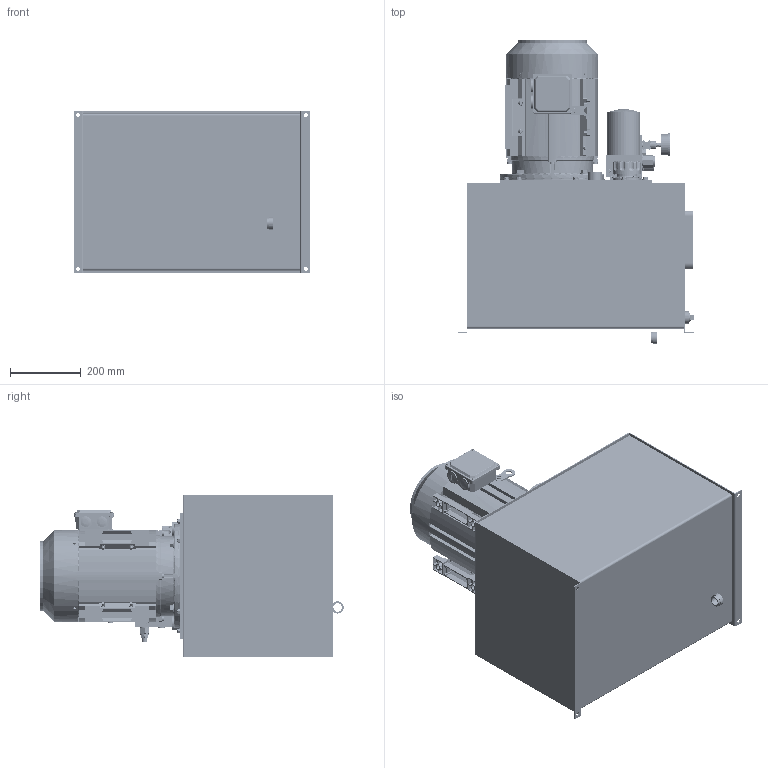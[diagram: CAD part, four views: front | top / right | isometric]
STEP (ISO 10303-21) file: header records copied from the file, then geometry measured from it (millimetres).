
FILE_DESCRIPTION (( 'STEP AP203' ), '1' );
FILE_NAME ('51060630035.step', '2024-03-06T19:34:19', ( '' ), ( '' ), 'SwSTEP 2.0', 'SolidWorks 2023', '' );
FILE_SCHEMA (( 'CONFIG_CONTROL_DESIGN' ));
Products named in the file (1): 51060630035
Bounding box: 670.56 x 859.31 x 460.38 mm (x, y, z)
Volume: 27864421.1 mm3; surface area: 4376263.9 mm2
Topology: 119 solids, 130 shells, 5112 faces, 12646 edges, 8100 vertices
Faces by surface type: plane 2513, cylinder 1694, cone 473, bspline 363, torus 69
Entity records: 174451 total; most frequent: CARTESIAN_POINT 53877, ORIENTED_EDGE 25180, DIRECTION 24550, EDGE_CURVE 12590, AXIS2_PLACEMENT_3D 8704, VERTEX_POINT 8100, VECTOR 7142, LINE 7142
